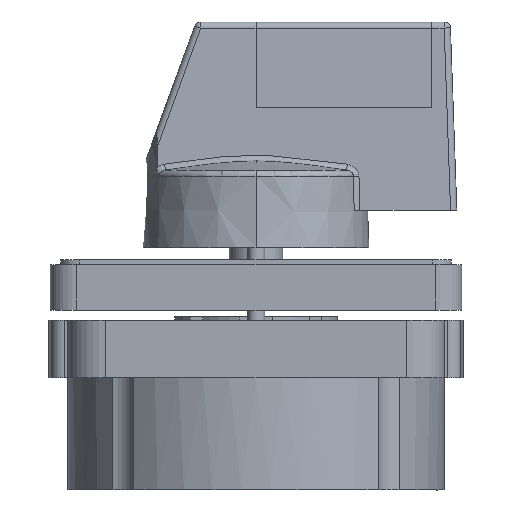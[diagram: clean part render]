
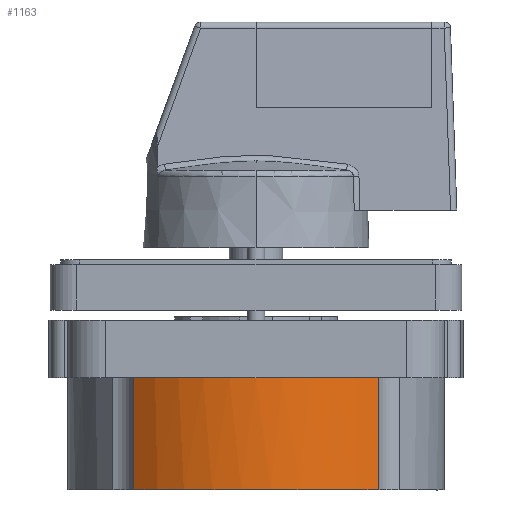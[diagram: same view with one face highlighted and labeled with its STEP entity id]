
A CAD part, front view. The second image highlights one B-rep face of the part: STEP entity #1163.
In plain terms, the highlighted cylindrical face has radius 30 mm (diameter 60 mm), a partial arc.
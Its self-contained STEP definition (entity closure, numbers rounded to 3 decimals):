
#1163=ADVANCED_FACE('',(#2625),#2626,.T.);
#2625=FACE_OUTER_BOUND('',#5077,.T.);
#2626=CYLINDRICAL_SURFACE('',#5078,30.0);
#5077=EDGE_LOOP('',(#9450,#9451,#9452,#9453,#9454));
#5078=AXIS2_PLACEMENT_3D('',#9455,#9456,#9457);
#9450=ORIENTED_EDGE('',*,*,#11787,.F.);
#9451=ORIENTED_EDGE('',*,*,#11805,.F.);
#9452=ORIENTED_EDGE('',*,*,#11807,.F.);
#9453=ORIENTED_EDGE('',*,*,#11808,.F.);
#9454=ORIENTED_EDGE('',*,*,#11809,.T.);
#9455=CARTESIAN_POINT('',(32.952,32.8,8.938));
#9456=DIRECTION('',(0.0,0.0,1.0));
#9457=DIRECTION('',(1.0,0.0,0.0));
#11787=EDGE_CURVE('',#13626,#13628,#13629,.T.);
#11805=EDGE_CURVE('',#13648,#13626,#13650,.T.);
#11807=EDGE_CURVE('',#13652,#13648,#13653,.T.);
#11808=EDGE_CURVE('',#13654,#13652,#13655,.T.);
#11809=EDGE_CURVE('',#13654,#13628,#13656,.T.);
#13626=VERTEX_POINT('',#16089);
#13628=VERTEX_POINT('',#16091);
#13629=CIRCLE('',#16092,30.0);
#13648=VERTEX_POINT('',#16114);
#13650=LINE('',#16116,#16117);
#13652=VERTEX_POINT('',#16119);
#13653=CIRCLE('',#16120,30.0);
#13654=VERTEX_POINT('',#16121);
#13655=CIRCLE('',#16122,30.0);
#13656=LINE('',#16123,#16124);
#16089=CARTESIAN_POINT('',(52.462,10.011,0.));
#16091=CARTESIAN_POINT('',(13.441,10.011,0.));
#16092=AXIS2_PLACEMENT_3D('',#18131,#18132,#18133);
#16114=CARTESIAN_POINT('',(52.462,10.011,17.876));
#16116=CARTESIAN_POINT('',(52.462,10.011,17.876));
#16117=VECTOR('',#18158,17.876);
#16119=CARTESIAN_POINT('',(32.952,2.8,17.876));
#16120=AXIS2_PLACEMENT_3D('',#18159,#18160,#18161);
#16121=CARTESIAN_POINT('',(13.441,10.011,17.876));
#16122=AXIS2_PLACEMENT_3D('',#18162,#18163,#18164);
#16123=CARTESIAN_POINT('',(13.441,10.011,17.876));
#16124=VECTOR('',#18165,17.876);
#18131=CARTESIAN_POINT('',(32.952,32.8,0.));
#18132=DIRECTION('',(0.0,0.0,-1.0));
#18133=DIRECTION('',(0.65,-0.76,0.0));
#18158=DIRECTION('',(0.0,0.0,-1.0));
#18159=CARTESIAN_POINT('',(32.952,32.8,17.876));
#18160=DIRECTION('',(0.0,0.0,1.0));
#18161=DIRECTION('',(0.0,-1.0,0.0));
#18162=CARTESIAN_POINT('',(32.952,32.8,17.876));
#18163=DIRECTION('',(0.0,0.0,1.0));
#18164=DIRECTION('',(-0.65,-0.76,0.0));
#18165=DIRECTION('',(0.0,0.0,-1.0));
